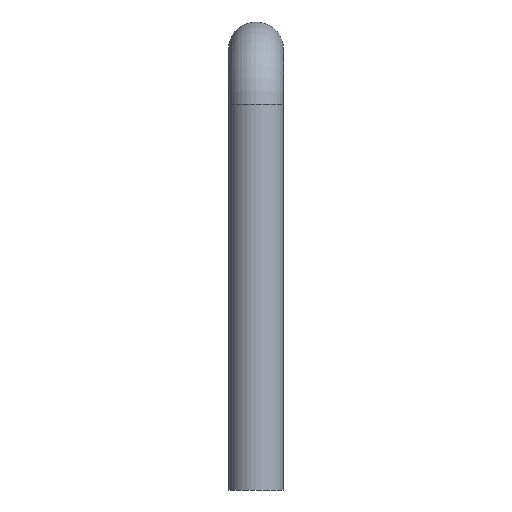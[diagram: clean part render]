
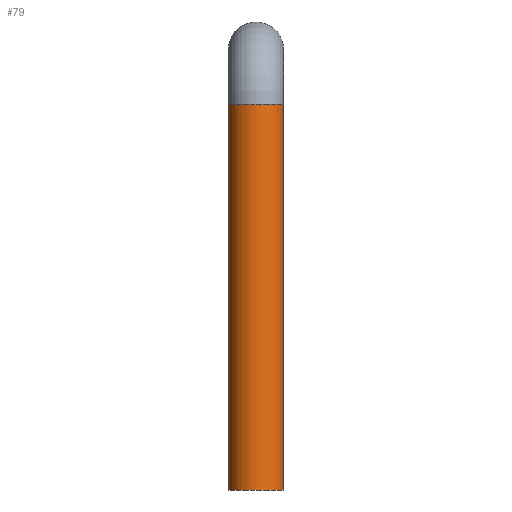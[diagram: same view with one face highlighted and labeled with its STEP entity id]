
A CAD part, front view. The second image highlights one B-rep face of the part: STEP entity #79.
In plain terms, the highlighted cylindrical face has radius 0.25 mm (diameter 0.5 mm), a full revolution.
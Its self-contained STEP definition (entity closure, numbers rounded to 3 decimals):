
#16=CYLINDRICAL_SURFACE('',#105,0.25);
#27=ORIENTED_EDGE('',*,*,#34,.F.);
#28=ORIENTED_EDGE('',*,*,#30,.T.);
#30=EDGE_CURVE('',#36,#36,#42,.T.);
#34=EDGE_CURVE('',#40,#40,#46,.T.);
#36=VERTEX_POINT('',#140);
#40=VERTEX_POINT('',#152);
#42=CIRCLE('',#96,0.25);
#46=CIRCLE('',#104,0.25);
#57=EDGE_LOOP('',(#27));
#58=EDGE_LOOP('',(#28));
#69=FACE_BOUND('',#57,.T.);
#70=FACE_BOUND('',#58,.T.);
#79=ADVANCED_FACE('',(#69,#70),#16,.T.);
#96=AXIS2_PLACEMENT_3D('',#139,#114,#115);
#104=AXIS2_PLACEMENT_3D('',#151,#130,#131);
#105=AXIS2_PLACEMENT_3D('',#153,#132,#133);
#114=DIRECTION('',(0.,0.,1.));
#115=DIRECTION('',(0.,1.,0.));
#130=DIRECTION('',(0.,0.,1.));
#131=DIRECTION('',(0.,1.,0.));
#132=DIRECTION('',(0.,0.,1.));
#133=DIRECTION('',(0.,1.,0.));
#139=CARTESIAN_POINT('',(-7.374,-5.498,-0.905));
#140=CARTESIAN_POINT('',(-7.374,-5.248,-0.905));
#151=CARTESIAN_POINT('',(-7.374,-5.498,2.595));
#152=CARTESIAN_POINT('',(-7.374,-5.248,2.595));
#153=CARTESIAN_POINT('',(-7.374,-5.498,2.595));
